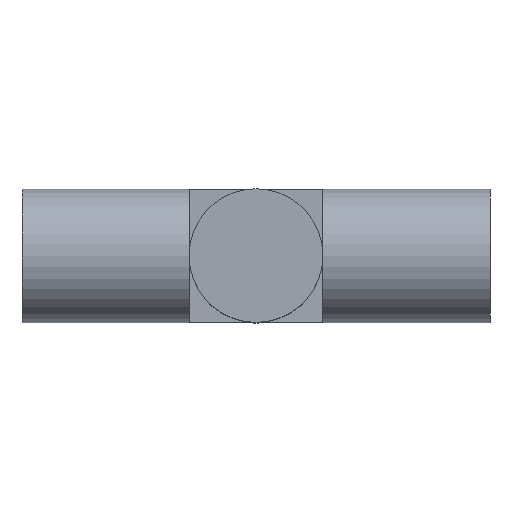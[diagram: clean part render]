
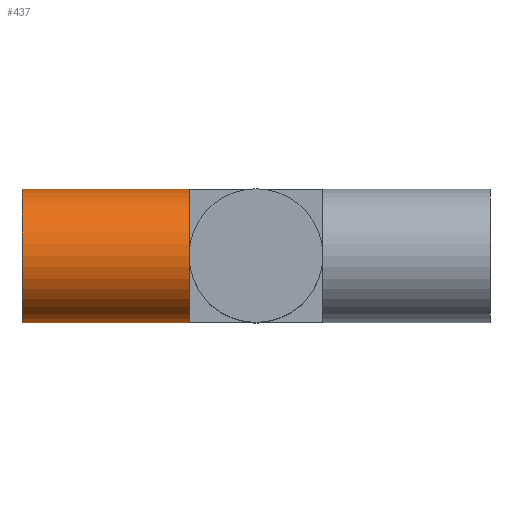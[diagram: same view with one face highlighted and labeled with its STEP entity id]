
A CAD part, top view. The second image highlights one B-rep face of the part: STEP entity #437.
In plain terms, the highlighted cylindrical face has radius 3 mm (diameter 6 mm), a partial arc.
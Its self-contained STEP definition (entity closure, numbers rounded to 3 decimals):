
#16 = EDGE_CURVE ( 'NONE', #358, #681, #615, .T. ) ;
#29 = CARTESIAN_POINT ( 'NONE',  ( -10.5, -3., 0. ) ) ;
#62 = DIRECTION ( 'NONE',  ( 1., 0., 0. ) ) ;
#65 = VERTEX_POINT ( 'NONE', #86 ) ;
#86 = CARTESIAN_POINT ( 'NONE',  ( -3., 3., 0. ) ) ;
#92 = LINE ( 'NONE', #163, #308 ) ;
#100 = CARTESIAN_POINT ( 'NONE',  ( -3., -3., 0. ) ) ;
#104 = CARTESIAN_POINT ( 'NONE',  ( -3., 0., 3. ) ) ;
#163 = CARTESIAN_POINT ( 'NONE',  ( -10.5, -3., 0. ) ) ;
#169 = ORIENTED_EDGE ( 'NONE', *, *, #373, .T. ) ;
#171 = ORIENTED_EDGE ( 'NONE', *, *, #206, .F. ) ;
#173 = AXIS2_PLACEMENT_3D ( 'NONE', #654, #778, #406 ) ;
#205 = DIRECTION ( 'NONE',  ( 0., 1., 0. ) ) ;
#206 = EDGE_CURVE ( 'NONE', #65, #358, #643, .T. ) ;
#231 = FACE_OUTER_BOUND ( 'NONE', #726, .T. ) ;
#245 = EDGE_CURVE ( 'NONE', #780, #790, #327, .T. ) ;
#270 = DIRECTION ( 'NONE',  ( 1., 0., 0. ) ) ;
#308 = VECTOR ( 'NONE', #563, 1000. ) ;
#327 = CIRCLE ( 'NONE', #700, 3. ) ;
#358 = VERTEX_POINT ( 'NONE', #104 ) ;
#373 = EDGE_CURVE ( 'NONE', #790, #681, #92, .T. ) ;
#375 = CARTESIAN_POINT ( 'NONE',  ( -10.5, 3., 0. ) ) ;
#400 = DIRECTION ( 'NONE',  ( 0., 1., 0. ) ) ;
#406 = DIRECTION ( 'NONE',  ( 0., 1., 0. ) ) ;
#437 = ADVANCED_FACE ( 'NONE', ( #231 ), #512, .T. ) ;
#439 = DIRECTION ( 'NONE',  ( 0., 1., 0. ) ) ;
#443 = EDGE_CURVE ( 'NONE', #780, #65, #795, .T. ) ;
#446 = DIRECTION ( 'NONE',  ( 1., 0., 0. ) ) ;
#447 = VECTOR ( 'NONE', #446, 1000. ) ;
#474 = CARTESIAN_POINT ( 'NONE',  ( -10.5, 3., 0. ) ) ;
#512 = CYLINDRICAL_SURFACE ( 'NONE', #553, 3. ) ;
#521 = CARTESIAN_POINT ( 'NONE',  ( -3., 0., 0. ) ) ;
#548 = ORIENTED_EDGE ( 'NONE', *, *, #443, .F. ) ;
#553 = AXIS2_PLACEMENT_3D ( 'NONE', #695, #62, #439 ) ;
#563 = DIRECTION ( 'NONE',  ( 1., 0., 0. ) ) ;
#615 = CIRCLE ( 'NONE', #173, 3. ) ;
#643 = CIRCLE ( 'NONE', #659, 3. ) ;
#654 = CARTESIAN_POINT ( 'NONE',  ( -3., 0., 0. ) ) ;
#659 = AXIS2_PLACEMENT_3D ( 'NONE', #521, #776, #400 ) ;
#681 = VERTEX_POINT ( 'NONE', #100 ) ;
#695 = CARTESIAN_POINT ( 'NONE',  ( -10.5, 0., 0. ) ) ;
#700 = AXIS2_PLACEMENT_3D ( 'NONE', #710, #270, #205 ) ;
#710 = CARTESIAN_POINT ( 'NONE',  ( -10.5, 0., 0. ) ) ;
#726 = EDGE_LOOP ( 'NONE', ( #759, #169, #800, #171, #548 ) ) ;
#759 = ORIENTED_EDGE ( 'NONE', *, *, #245, .T. ) ;
#776 = DIRECTION ( 'NONE',  ( 1., 0., 0. ) ) ;
#778 = DIRECTION ( 'NONE',  ( 1., 0., 0. ) ) ;
#780 = VERTEX_POINT ( 'NONE', #474 ) ;
#790 = VERTEX_POINT ( 'NONE', #29 ) ;
#795 = LINE ( 'NONE', #375, #447 ) ;
#800 = ORIENTED_EDGE ( 'NONE', *, *, #16, .F. ) ;
